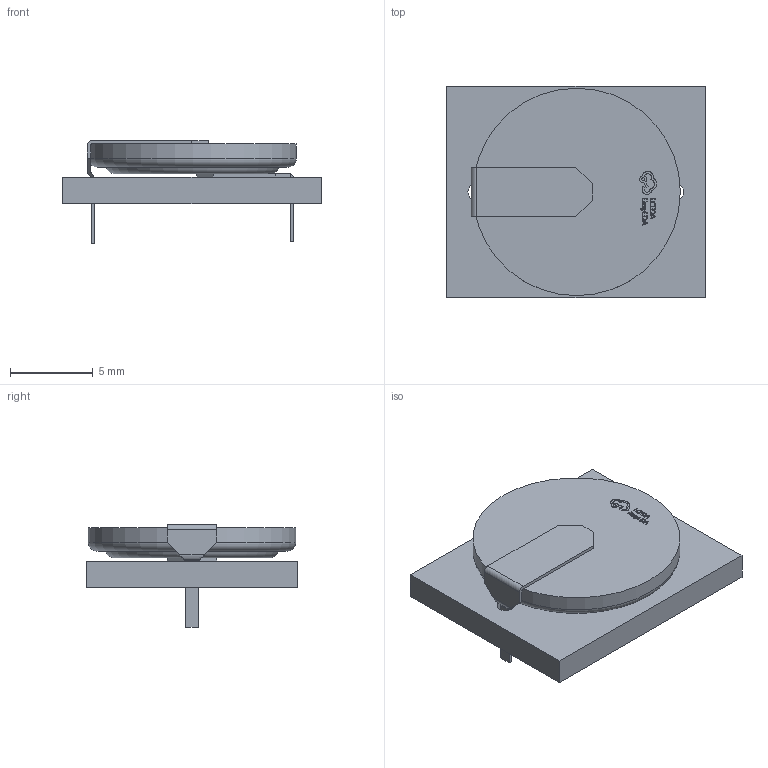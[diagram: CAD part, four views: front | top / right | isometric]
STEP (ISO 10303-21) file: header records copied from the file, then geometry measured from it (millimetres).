
FILE_DESCRIPTION(('Designed by EasyEDA Pro'),'2;1');
FILE_NAME('Open CASCADE Shape Model','2023-07-03T15:18:48',('Author'),( 'Open CASCADE'),'Open CASCADE STEP processor 7.6','Open CASCADE 7.6' ,'Unknown');
FILE_SCHEMA(('AUTOMOTIVE_DESIGN { 1 0 10303 214 1 1 1 1 }'));
Length unit declared in the file: millimetre
Products named in the file (5): PCBModel; COMPOUND; U1; BAT-TH_CR1220-12
Assembly tree (4 placements, depth 4):
  PCBModel
    COMPOUND
    U1
      BAT-TH_CR1220-12
        COMPOUND
Bounding box: 15.57 x 12.73 x 6.2 mm (x, y, z)
Volume: 526 mm3; surface area: 896 mm2
Topology: 4 solids, 4 shells, 282 faces, 758 edges, 504 vertices
Faces by surface type: plane 169, bspline 98, cylinder 11, torus 4
Full cylindrical faces by diameter (mm): 1 x2
Entity records: 11936 total; most frequent: CARTESIAN_POINT 2885, ORIENTED_EDGE 1516, DIRECTION 954, EDGE_CURVE 758, LINE 520, VECTOR 520, VERTEX_POINT 504, FACE_BOUND 306
